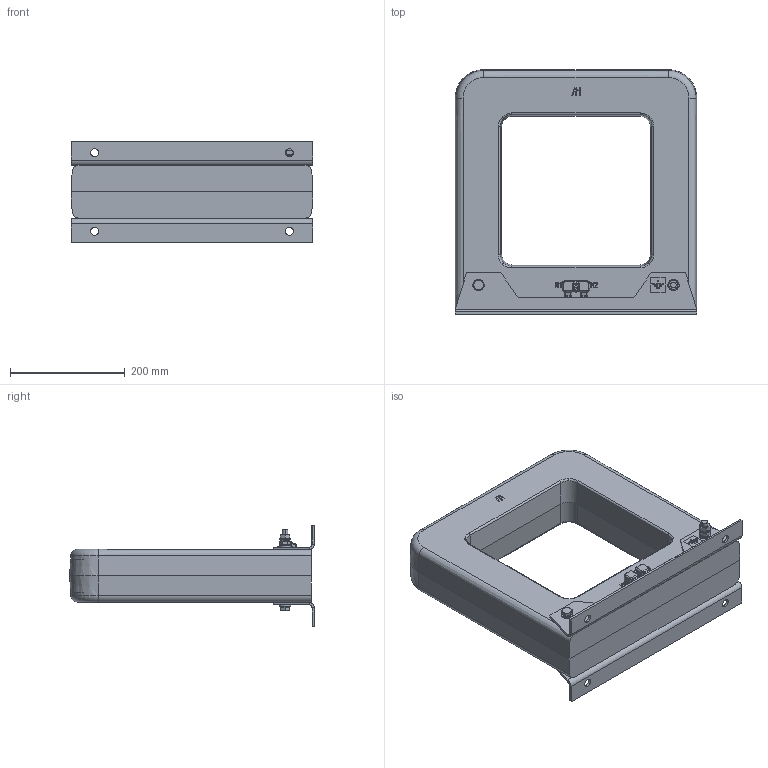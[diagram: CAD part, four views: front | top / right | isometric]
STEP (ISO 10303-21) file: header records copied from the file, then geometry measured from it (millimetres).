
FILE_DESCRIPTION (( 'STEP AP203' ), '1' );
FILE_NAME ('1藤.761.153 .STEP', '2022-04-27T09:32:40', ( '' ), ( '' ), 'SwSTEP 2.0', 'SolidWorks 2010', '' );
FILE_SCHEMA (( 'CONFIG_CONTROL_DESIGN' ));
Length unit declared in the file: millimetre
Products named in the file (1): 1藤.761.153 
Bounding box: 422 x 427 x 177 mm (x, y, z)
Surface area: 600291.7 mm2 (no closed solid volume)
Topology: 0 solids, 55 shells, 366 faces, 2296 edges, 1954 vertices
Faces by surface type: plane 184, cylinder 80, bspline 64, cone 28, torus 6, sphere 4
Entity records: 29567 total; most frequent: CARTESIAN_POINT 14644, ORIENTED_EDGE 2922, EDGE_CURVE 2294, DIRECTION 2173, VERTEX_POINT 1954, LINE 1061, VECTOR 1061, B_SPLINE_CURVE_WITH_KNOTS 892
